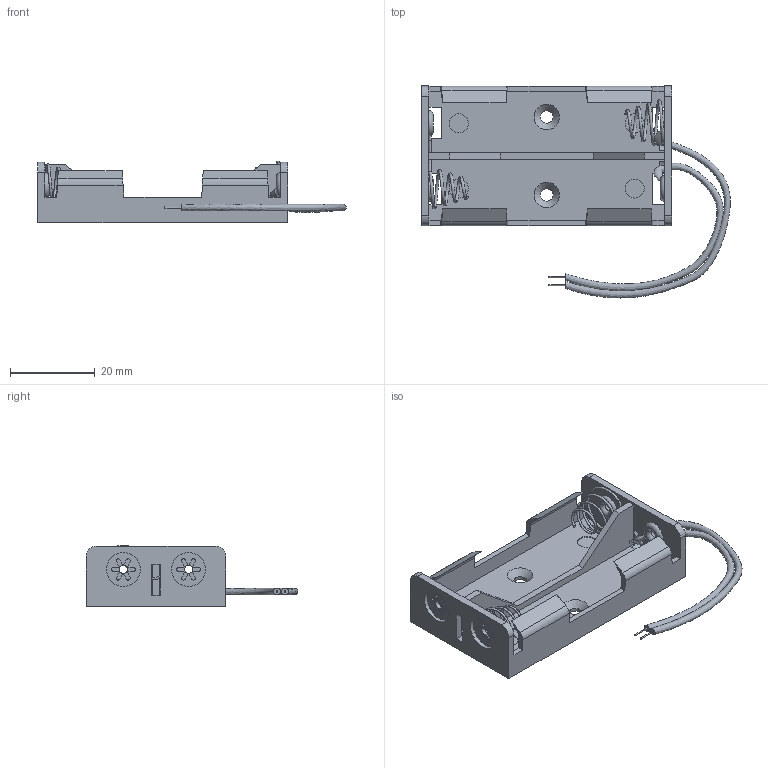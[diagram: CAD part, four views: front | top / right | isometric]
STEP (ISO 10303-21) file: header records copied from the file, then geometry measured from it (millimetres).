
FILE_DESCRIPTION(/* description */ (''),/* implementation_level */ '2;1');
FILE_NAME(/* name */ '電池盒.step',/* time_stamp */ '2022-12-27T20:16:53+08:00',/* author */ ('User'),/* organization */ (''),/* preprocessor_version */ 'ST-DEVELOPER v18.1',/* originating_system */ 'Autodesk Inventor 2022',/* authorisation */ '');
FILE_SCHEMA (('AUTOMOTIVE_DESIGN { 1 0 10303 214 3 1 1 }'));
Length unit declared in the file: millimetre
Products named in the file (1): 電池盒
Bounding box: 72.81 x 50.02 x 14.52 mm (x, y, z)
Volume: 7140.6 mm3; surface area: 9531.5 mm2
Topology: 1 solids, 1 shells, 239 faces, 647 edges, 410 vertices
Faces by surface type: plane 163, cylinder 56, torus 10, bspline 8, cone 2
Full cylindrical faces by diameter (mm): 0.3 x2, 1.9 x4, 3 x2, 4.5 x4, 8 x4
Entity records: 12230 total; most frequent: CARTESIAN_POINT 5613, ORIENTED_EDGE 1342, DIRECTION 1295, EDGE_CURVE 671, LINE 455, VECTOR 455, AXIS2_PLACEMENT_3D 420, VERTEX_POINT 410
